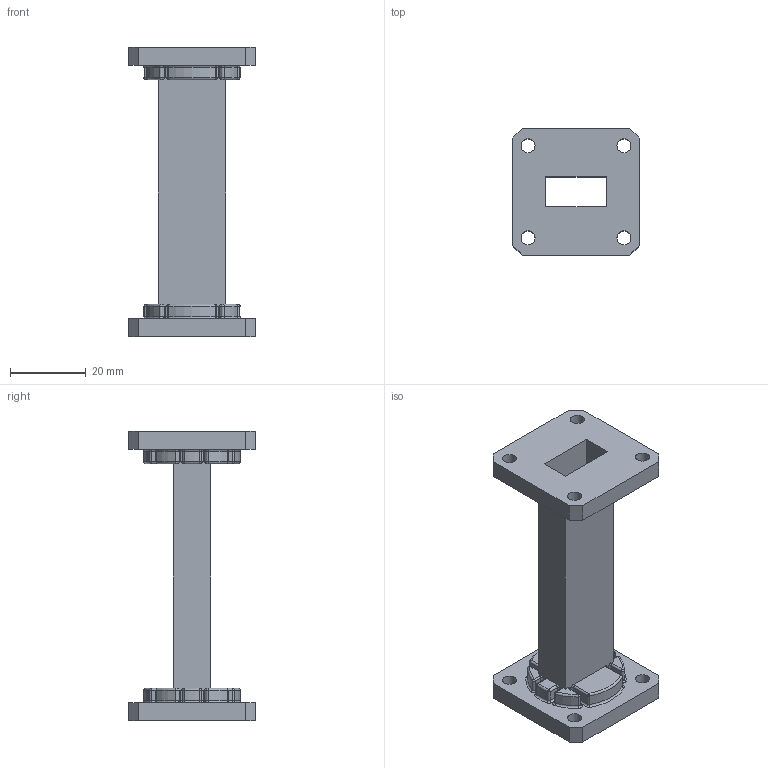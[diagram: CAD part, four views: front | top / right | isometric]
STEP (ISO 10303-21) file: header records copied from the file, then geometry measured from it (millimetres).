
FILE_DESCRIPTION (( 'STEP AP203' ), '1' );
FILE_NAME ('SMF62S-03_3D.step', '2021-06-29T17:29:25', ( '' ), ( '' ), 'SwSTEP 2.0', 'SolidWorks 2020', '' );
FILE_SCHEMA (( 'CONFIG_CONTROL_DESIGN' ));
Length unit declared in the file: inch
Products named in the file (1): SMF62S-03_3D
Bounding box: 33.35 x 33.35 x 76.2 mm (x, y, z)
Volume: 14497.3 mm3; surface area: 13116.8 mm2
Topology: 1 solids, 1 shells, 404 faces, 976 edges, 520 vertices
Faces by surface type: cylinder 168, torus 96, plane 76, sphere 64
Full cylindrical faces by diameter (mm): 3.683 x8
Entity records: 11383 total; most frequent: DIRECTION 2178, CARTESIAN_POINT 2045, ORIENTED_EDGE 1808, EDGE_CURVE 904, AXIS2_PLACEMENT_3D 901, VERTEX_POINT 512, CIRCLE 496, EDGE_LOOP 432
